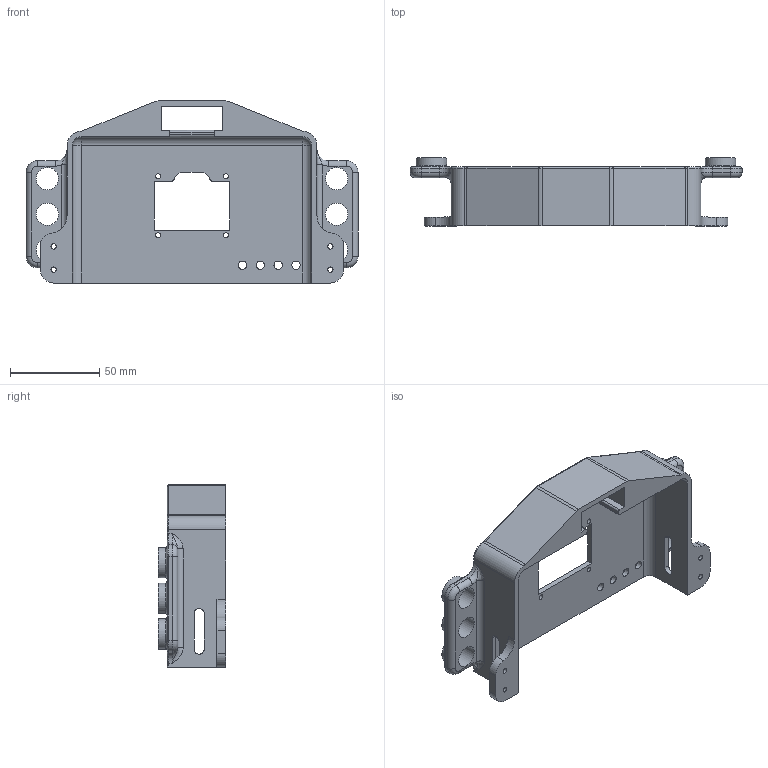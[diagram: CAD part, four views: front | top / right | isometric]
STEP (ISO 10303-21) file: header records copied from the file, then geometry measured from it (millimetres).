
FILE_DESCRIPTION(/* description */ (''),/* implementation_level */ '2;1');
FILE_NAME(/* name */ '',/* time_stamp */ '2026-01-08T19:13:17+03:00',/* author */ ('I9232'),/* organization */ (''),/* preprocessor_version */ 'ST-DEVELOPER v19.2',/* originating_system */ 'Autodesk Inventor 2023',/* authorisation */ '');
FILE_SCHEMA (('AUTOMOTIVE_DESIGN { 1 0 10303 214 3 1 1 }'));
Length unit declared in the file: millimetre
Products named in the file (1): Крышка_электроники
Bounding box: 186 x 38 x 102 mm (x, y, z)
Volume: 106987 mm3; surface area: 54918.3 mm2
Topology: 1 solids, 1 shells, 492 faces, 1325 edges, 858 vertices
Faces by surface type: plane 219, bspline 159, cylinder 84, torus 28, sphere 2
Full cylindrical faces by diameter (mm): 2.8 x4, 3 x4, 4.67 x4, 12.5 x6, 17 x6
Entity records: 16525 total; most frequent: CARTESIAN_POINT 5016, ORIENTED_EDGE 2638, DIRECTION 1879, EDGE_CURVE 1319, VERTEX_POINT 858, LINE 791, VECTOR 791, EDGE_LOOP 565
